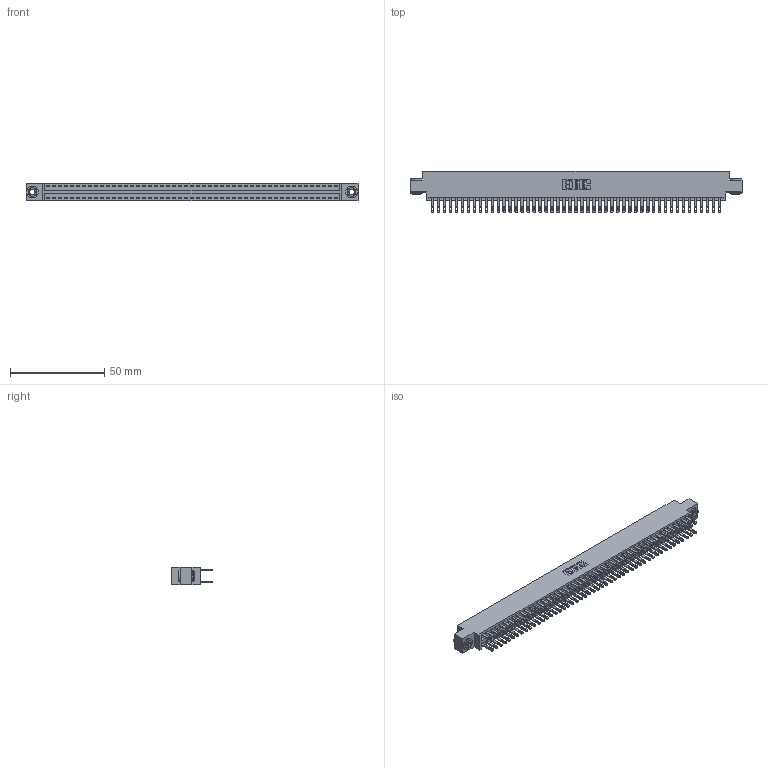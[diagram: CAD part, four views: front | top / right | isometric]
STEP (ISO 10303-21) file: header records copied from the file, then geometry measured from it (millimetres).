
FILE_DESCRIPTION (( 'STEP AP203' ), '1' );
FILE_NAME ('346-098-500-803.STEP', '2022-05-26T17:34:10', ( '' ), ( '' ), 'SwSTEP 2.0', 'SolidWorks 2020', '' );
FILE_SCHEMA (( 'CONFIG_CONTROL_DESIGN' ));
Length unit declared in the file: inch
Products named in the file (4): 346-098-500-803; 345-292-001_345-293-100; 345-250-002_345-250-002-102; 346 Part_0.170 Offset - 0.156 Dia-TH
Assembly tree (101 placements, depth 2):
  346-098-500-803
    346 Part_0.170 Offset - 0.156 Dia-TH
    345-292-001_345-293-100  x98
    345-250-002_345-250-002-102  x2
Bounding box: 176.15 x 21.84 x 9.4 mm (x, y, z)
Volume: 17377.2 mm3; surface area: 25450.3 mm2
Topology: 101 solids, 101 shells, 4882 faces, 14859 edges, 9902 vertices
Faces by surface type: plane 2946, cylinder 1928, cone 8
Entity records: 32164 total; most frequent: CARTESIAN_POINT 5273, ORIENTED_EDGE 5198, DIRECTION 4729, EDGE_CURVE 2599, VECTOR 2243, LINE 2243, VERTEX_POINT 1730, AXIS2_PLACEMENT_3D 1243
